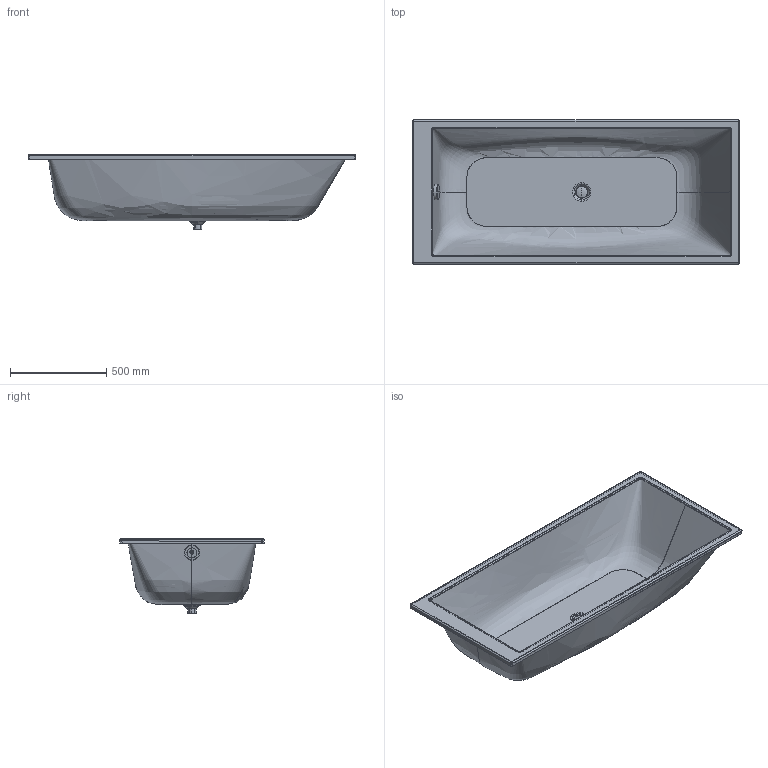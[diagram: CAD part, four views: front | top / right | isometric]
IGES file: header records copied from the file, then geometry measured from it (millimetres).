
Global section: file name: No Iges File Name specified; native system: Autodesk Inventor 2011; preprocessor: AutoDesk Inventor Iges Exporter R2011; author: Administrator; date: 20110526.105920; units: millimetre
Bounding box: 1700 x 750.02 x 389.39 mm (x, y, z)
Volume: 58918.4 mm3; surface area: 4540189.3 mm2
Topology: 3 solids, 3 shells, 123 faces, 3946 edges, 3888 vertices
Faces by surface type: bspline 36, revolution 32, plane 29, cylinder 16, torus 8, cone 2
